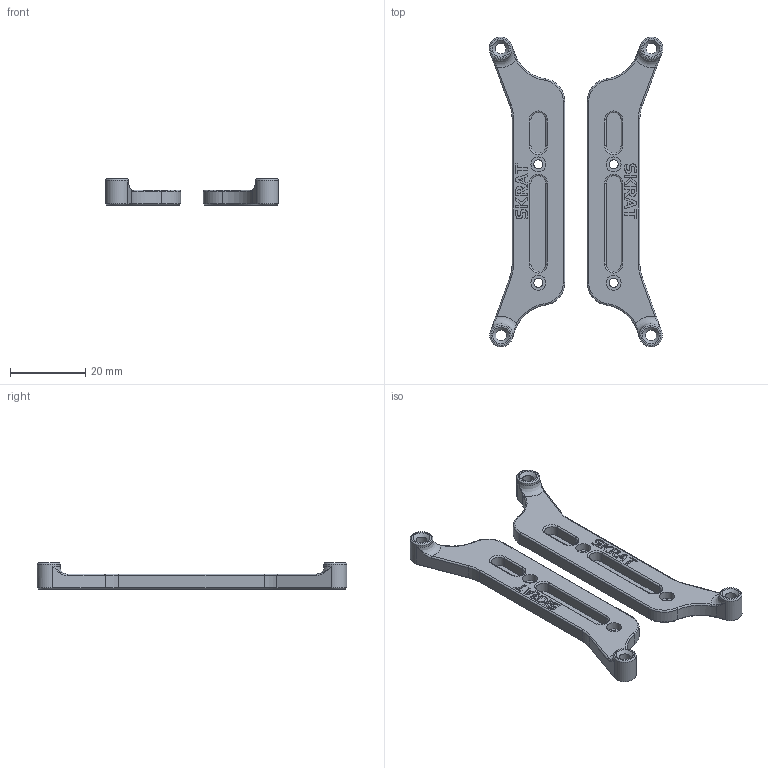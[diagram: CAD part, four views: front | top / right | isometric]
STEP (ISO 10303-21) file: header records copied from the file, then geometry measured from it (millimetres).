
FILE_DESCRIPTION(/* description */ (''),/* implementation_level */ '2;1');
FILE_NAME(/* name */ 'SKRat_2pc.step',/* time_stamp */ '2023-09-03T10:40:56-06:00',/* author */ (''),/* organization */ (''),/* preprocessor_version */ 'ST-DEVELOPER v20',/* originating_system */ 'Autodesk Translation Framework v12.9.0.99',/* authorisation */ '');
FILE_SCHEMA (('AUTOMOTIVE_DESIGN { 1 0 10303 214 3 1 1 }'));
Length unit declared in the file: millimetre
Products named in the file (1): (Unsaved)
Bounding box: 46.24 x 82.4 x 7 mm (x, y, z)
Volume: 7202.8 mm3; surface area: 6416.9 mm2
Topology: 2 solids, 2 shells, 338 faces, 842 edges, 524 vertices
Faces by surface type: plane 166, bspline 64, cylinder 52, cone 28, torus 28
Full cylindrical faces by diameter (mm): 2.4 x4, 2.9 x4, 4 x4, 6.1 x4
Entity records: 10769 total; most frequent: CARTESIAN_POINT 3009, ORIENTED_EDGE 1668, DIRECTION 1440, EDGE_CURVE 834, VERTEX_POINT 524, LINE 522, VECTOR 522, AXIS2_PLACEMENT_3D 459
